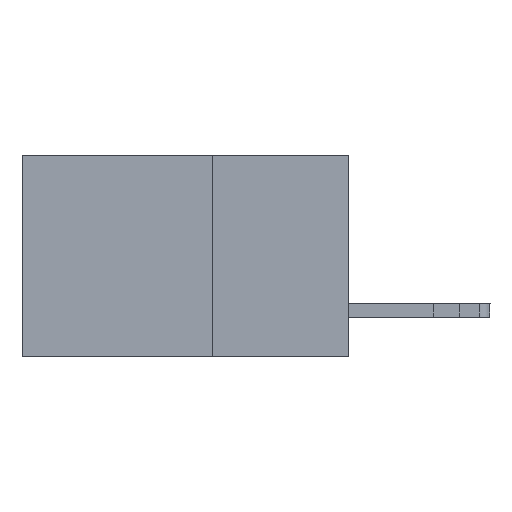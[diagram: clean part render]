
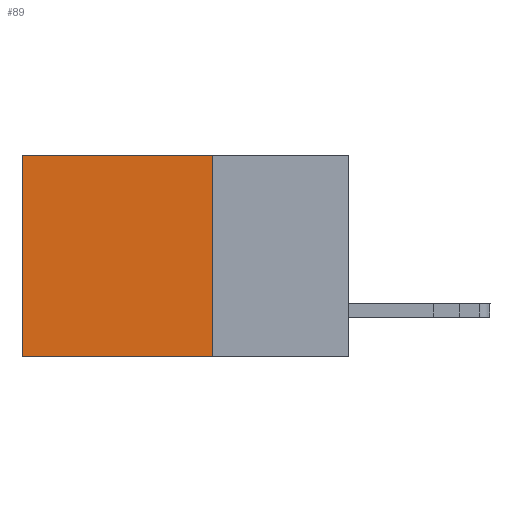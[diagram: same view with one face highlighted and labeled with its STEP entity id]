
A CAD part, left-side view. The second image highlights one B-rep face of the part: STEP entity #89.
In plain terms, the highlighted planar face has unit normal (-1, 0, 0).
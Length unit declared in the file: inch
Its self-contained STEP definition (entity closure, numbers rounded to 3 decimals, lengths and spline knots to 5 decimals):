
#89 = ADVANCED_FACE ( 'NONE', ( #17417 ), #17237, .F. ) ;
#508 = EDGE_CURVE ( 'NONE', #8552, #17704, #14536, .T. ) ;
#1672 = VECTOR ( 'NONE', #6365, 39.37008 ) ;
#1770 = CARTESIAN_POINT ( 'NONE',  ( 0.2615, 0.25, 0. ) ) ;
#1801 = DIRECTION ( 'NONE',  ( 1., 0., 0. ) ) ;
#2766 = VECTOR ( 'NONE', #17702, 39.37008 ) ;
#3467 = ORIENTED_EDGE ( 'NONE', *, *, #14713, .F. ) ;
#3546 = DIRECTION ( 'NONE',  ( 0., 1., 0. ) ) ;
#4815 = CARTESIAN_POINT ( 'NONE',  ( 0.2615, 0.25, -0.37 ) ) ;
#5570 = CARTESIAN_POINT ( 'NONE',  ( 0.2615, 0.6, -0.37 ) ) ;
#6365 = DIRECTION ( 'NONE',  ( 0., 0., -1. ) ) ;
#7641 = VECTOR ( 'NONE', #3546, 39.37008 ) ;
#7928 = CARTESIAN_POINT ( 'NONE',  ( 0.2615, 0.25, -0.37 ) ) ;
#8106 = LINE ( 'NONE', #18126, #7641 ) ;
#8331 = VECTOR ( 'NONE', #12842, 39.37008 ) ;
#8510 = CARTESIAN_POINT ( 'NONE',  ( 0.2615, 0.6, 0. ) ) ;
#8552 = VERTEX_POINT ( 'NONE', #1770 ) ;
#8785 = LINE ( 'NONE', #5570, #8331 ) ;
#9566 = LINE ( 'NONE', #4815, #1672 ) ;
#9929 = CARTESIAN_POINT ( 'NONE',  ( 0.2615, 0.6, -0.37 ) ) ;
#10481 = VERTEX_POINT ( 'NONE', #7928 ) ;
#11025 = CARTESIAN_POINT ( 'NONE',  ( 0.2615, 0.25, -0.37 ) ) ;
#11413 = EDGE_CURVE ( 'NONE', #8552, #10481, #9566, .T. ) ;
#12419 = CARTESIAN_POINT ( 'NONE',  ( 0.2615, 0.25, 0. ) ) ;
#12842 = DIRECTION ( 'NONE',  ( 0., 0., -1. ) ) ;
#14497 = ORIENTED_EDGE ( 'NONE', *, *, #508, .T. ) ;
#14536 = LINE ( 'NONE', #12419, #2766 ) ;
#14673 = ORIENTED_EDGE ( 'NONE', *, *, #14930, .T. ) ;
#14713 = EDGE_CURVE ( 'NONE', #10481, #16253, #8106, .T. ) ;
#14930 = EDGE_CURVE ( 'NONE', #17704, #16253, #8785, .T. ) ;
#15801 = AXIS2_PLACEMENT_3D ( 'NONE', #11025, #1801, #16035 ) ;
#16035 = DIRECTION ( 'NONE',  ( 0., 0., -1. ) ) ;
#16253 = VERTEX_POINT ( 'NONE', #9929 ) ;
#16580 = EDGE_LOOP ( 'NONE', ( #14673, #3467, #16839, #14497 ) ) ;
#16839 = ORIENTED_EDGE ( 'NONE', *, *, #11413, .F. ) ;
#17237 = PLANE ( 'NONE',  #15801 ) ;
#17417 = FACE_OUTER_BOUND ( 'NONE', #16580, .T. ) ;
#17702 = DIRECTION ( 'NONE',  ( 0., 1., 0. ) ) ;
#17704 = VERTEX_POINT ( 'NONE', #8510 ) ;
#18126 = CARTESIAN_POINT ( 'NONE',  ( 0.2615, 0.25, -0.37 ) ) ;
